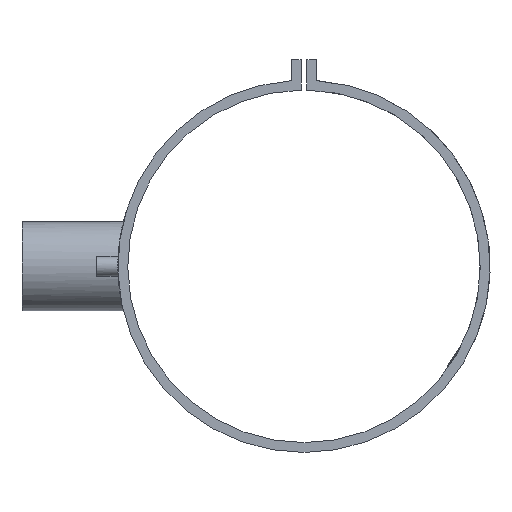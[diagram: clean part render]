
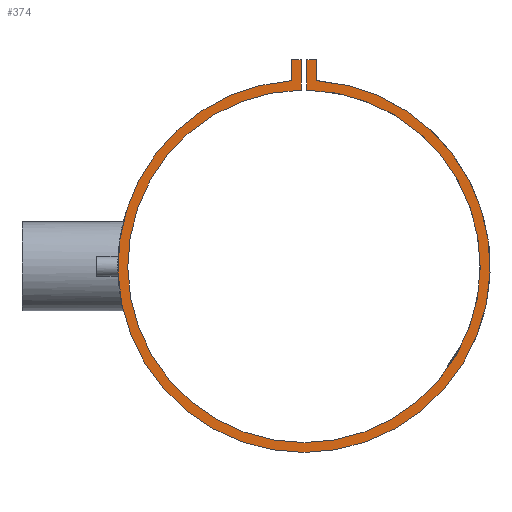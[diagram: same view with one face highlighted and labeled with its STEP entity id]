
A CAD part, left-side view. The second image highlights one B-rep face of the part: STEP entity #374.
In plain terms, the highlighted planar face has unit normal (-1, 0, 0).
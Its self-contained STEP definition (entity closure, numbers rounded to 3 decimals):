
#16 = DIRECTION ( 'NONE',  ( 1., 0., 0. ) ) ;
#17 = VECTOR ( 'NONE', #905, 1000. ) ;
#36 = VERTEX_POINT ( 'NONE', #179 ) ;
#98 = ORIENTED_EDGE ( 'NONE', *, *, #492, .F. ) ;
#179 = CARTESIAN_POINT ( 'NONE',  ( -80., 9., 146.693 ) ) ;
#183 = DIRECTION ( 'NONE',  ( -1., 0., 0. ) ) ;
#222 = VECTOR ( 'NONE', #1456, 1000. ) ;
#230 = CARTESIAN_POINT ( 'NONE',  ( -80., -2., 146.693 ) ) ;
#296 = DIRECTION ( 'NONE',  ( 0., 0., -1. ) ) ;
#311 = CIRCLE ( 'NONE', #1619, 125. ) ;
#314 = PLANE ( 'NONE',  #1558 ) ;
#337 = LINE ( 'NONE', #1507, #17 ) ;
#339 = VECTOR ( 'NONE', #1817, 1000. ) ;
#362 = CARTESIAN_POINT ( 'NONE',  ( -80., -9., 131.693 ) ) ;
#374 = ADVANCED_FACE ( 'NONE', ( #1459 ), #314, .F. ) ;
#377 = EDGE_CURVE ( 'NONE', #1718, #1199, #311, .T. ) ;
#378 = CARTESIAN_POINT ( 'NONE',  ( -80., 9., 146.693 ) ) ;
#381 = CARTESIAN_POINT ( 'NONE',  ( -80., -2., 124.984 ) ) ;
#397 = EDGE_CURVE ( 'NONE', #808, #1107, #795, .T. ) ;
#398 = CARTESIAN_POINT ( 'NONE',  ( -80., 9., 146.693 ) ) ;
#458 = DIRECTION ( 'NONE',  ( 1., 0., 0. ) ) ;
#492 = EDGE_CURVE ( 'NONE', #1572, #1718, #1137, .T. ) ;
#545 = CARTESIAN_POINT ( 'NONE',  ( -80., 2., 146.693 ) ) ;
#652 = EDGE_CURVE ( 'NONE', #1477, #808, #874, .T. ) ;
#673 = LINE ( 'NONE', #398, #830 ) ;
#723 = CARTESIAN_POINT ( 'NONE',  ( -80., -9., 146.693 ) ) ;
#795 = CIRCLE ( 'NONE', #1499, 132. ) ;
#808 = VERTEX_POINT ( 'NONE', #362 ) ;
#830 = VECTOR ( 'NONE', #837, 1000. ) ;
#837 = DIRECTION ( 'NONE',  ( 0., -1., 0. ) ) ;
#874 = LINE ( 'NONE', #723, #222 ) ;
#897 = VECTOR ( 'NONE', #1530, 1000. ) ;
#900 = DIRECTION ( 'NONE',  ( 0., 0., -1. ) ) ;
#905 = DIRECTION ( 'NONE',  ( 0., 0., 1. ) ) ;
#907 = DIRECTION ( 'NONE',  ( 0., 0., -1. ) ) ;
#985 = LINE ( 'NONE', #1571, #897 ) ;
#1043 = ORIENTED_EDGE ( 'NONE', *, *, #1799, .F. ) ;
#1098 = CARTESIAN_POINT ( 'NONE',  ( -80., 9., 131.693 ) ) ;
#1107 = VERTEX_POINT ( 'NONE', #1098 ) ;
#1137 = LINE ( 'NONE', #1544, #339 ) ;
#1199 = VERTEX_POINT ( 'NONE', #381 ) ;
#1223 = VERTEX_POINT ( 'NONE', #230 ) ;
#1247 = EDGE_CURVE ( 'NONE', #36, #1572, #673, .T. ) ;
#1314 = CARTESIAN_POINT ( 'NONE',  ( -80., 0., 0. ) ) ;
#1321 = VECTOR ( 'NONE', #1394, 1000. ) ;
#1335 = CARTESIAN_POINT ( 'NONE',  ( -80., 0., 0. ) ) ;
#1394 = DIRECTION ( 'NONE',  ( 0., 0., 1. ) ) ;
#1405 = ORIENTED_EDGE ( 'NONE', *, *, #652, .F. ) ;
#1450 = EDGE_CURVE ( 'NONE', #1199, #1223, #337, .T. ) ;
#1456 = DIRECTION ( 'NONE',  ( 0., 0., -1. ) ) ;
#1459 = FACE_OUTER_BOUND ( 'NONE', #1590, .T. ) ;
#1477 = VERTEX_POINT ( 'NONE', #1515 ) ;
#1499 = AXIS2_PLACEMENT_3D ( 'NONE', #1335, #16, #907 ) ;
#1507 = CARTESIAN_POINT ( 'NONE',  ( -80., -2., 146.693 ) ) ;
#1515 = CARTESIAN_POINT ( 'NONE',  ( -80., -9., 146.693 ) ) ;
#1530 = DIRECTION ( 'NONE',  ( 0., -1., 0. ) ) ;
#1544 = CARTESIAN_POINT ( 'NONE',  ( -80., 2., 146.693 ) ) ;
#1558 = AXIS2_PLACEMENT_3D ( 'NONE', #1314, #458, #900 ) ;
#1571 = CARTESIAN_POINT ( 'NONE',  ( -80., -2., 146.693 ) ) ;
#1572 = VERTEX_POINT ( 'NONE', #545 ) ;
#1590 = EDGE_LOOP ( 'NONE', ( #1700, #1405, #1043, #1643, #1725, #98, #1688, #1755 ) ) ;
#1618 = CARTESIAN_POINT ( 'NONE',  ( -80., 0., 0. ) ) ;
#1619 = AXIS2_PLACEMENT_3D ( 'NONE', #1618, #183, #296 ) ;
#1643 = ORIENTED_EDGE ( 'NONE', *, *, #1450, .F. ) ;
#1678 = LINE ( 'NONE', #378, #1321 ) ;
#1688 = ORIENTED_EDGE ( 'NONE', *, *, #1247, .F. ) ;
#1700 = ORIENTED_EDGE ( 'NONE', *, *, #397, .F. ) ;
#1718 = VERTEX_POINT ( 'NONE', #1826 ) ;
#1725 = ORIENTED_EDGE ( 'NONE', *, *, #377, .F. ) ;
#1755 = ORIENTED_EDGE ( 'NONE', *, *, #1834, .F. ) ;
#1799 = EDGE_CURVE ( 'NONE', #1223, #1477, #985, .T. ) ;
#1817 = DIRECTION ( 'NONE',  ( 0., 0., -1. ) ) ;
#1826 = CARTESIAN_POINT ( 'NONE',  ( -80., 2., 124.984 ) ) ;
#1834 = EDGE_CURVE ( 'NONE', #1107, #36, #1678, .T. ) ;
